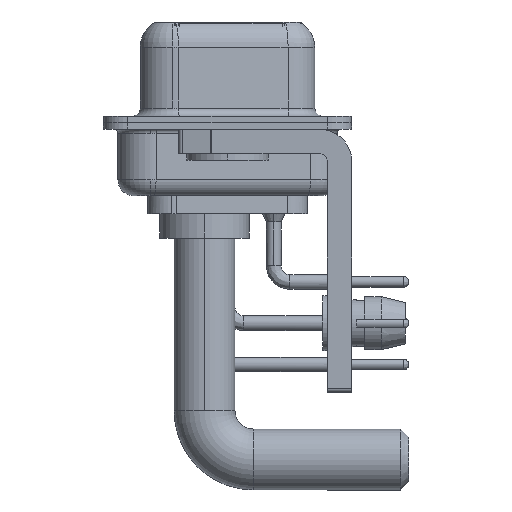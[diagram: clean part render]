
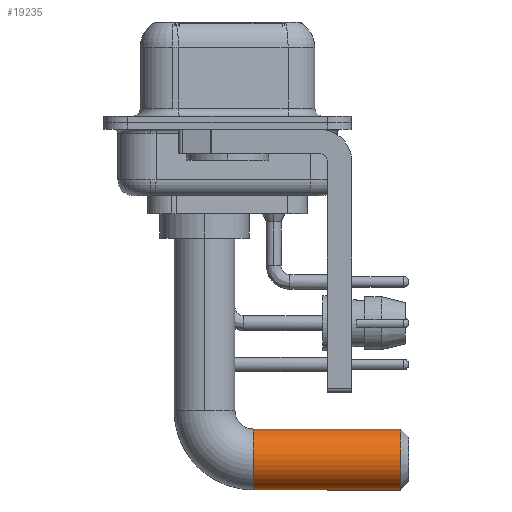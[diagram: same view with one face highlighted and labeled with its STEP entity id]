
A CAD part, left-side view. The second image highlights one B-rep face of the part: STEP entity #19235.
In plain terms, the highlighted cylindrical face has radius 1.875 mm (diameter 3.75 mm), a partial arc.
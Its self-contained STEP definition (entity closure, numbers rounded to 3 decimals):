
#259 = LINE ( 'NONE', #19552, #15493 ) ;
#1586 = DIRECTION ( 'NONE',  ( 0., 1., 0. ) ) ;
#1855 = CARTESIAN_POINT ( 'NONE',  ( 0., -3., -11.755 ) ) ;
#3477 = DIRECTION ( 'NONE',  ( 0., -1., 0. ) ) ;
#3969 = DIRECTION ( 'NONE',  ( 0., 0., -1. ) ) ;
#4365 = CARTESIAN_POINT ( 'NONE',  ( 0., -3., -15.505 ) ) ;
#5035 = ORIENTED_EDGE ( 'NONE', *, *, #18399, .T. ) ;
#5068 = VERTEX_POINT ( 'NONE', #4365 ) ;
#5949 = DIRECTION ( 'NONE',  ( 0., -1., 0. ) ) ;
#7283 = EDGE_CURVE ( 'NONE', #7827, #36269, #259, .T. ) ;
#7314 = LINE ( 'NONE', #35470, #25187 ) ;
#7827 = VERTEX_POINT ( 'NONE', #1855 ) ;
#10597 = DIRECTION ( 'NONE',  ( 0., -1., 0. ) ) ;
#10870 = DIRECTION ( 'NONE',  ( 0., -1., 0. ) ) ;
#14166 = CARTESIAN_POINT ( 'NONE',  ( 0., -3., -13.63 ) ) ;
#15078 = CIRCLE ( 'NONE', #16262, 1.875 ) ;
#15160 = CARTESIAN_POINT ( 'NONE',  ( 0., -12.07, -13.63 ) ) ;
#15493 = VECTOR ( 'NONE', #5949, 1000. ) ;
#16262 = AXIS2_PLACEMENT_3D ( 'NONE', #28690, #3477, #28872 ) ;
#18069 = AXIS2_PLACEMENT_3D ( 'NONE', #15160, #1586, #3969 ) ;
#18399 = EDGE_CURVE ( 'NONE', #7827, #5068, #15078, .T. ) ;
#19068 = EDGE_CURVE ( 'NONE', #24436, #36269, #19832, .T. ) ;
#19235 = ADVANCED_FACE ( 'NONE', ( #35430 ), #21928, .T. ) ;
#19245 = CARTESIAN_POINT ( 'NONE',  ( 0., -12.07, -11.755 ) ) ;
#19552 = CARTESIAN_POINT ( 'NONE',  ( 0., -3., -11.755 ) ) ;
#19832 = CIRCLE ( 'NONE', #18069, 1.875 ) ;
#20683 = ORIENTED_EDGE ( 'NONE', *, *, #23508, .T. ) ;
#21928 = CYLINDRICAL_SURFACE ( 'NONE', #30417, 1.875 ) ;
#23508 = EDGE_CURVE ( 'NONE', #5068, #24436, #7314, .T. ) ;
#24436 = VERTEX_POINT ( 'NONE', #25716 ) ;
#25187 = VECTOR ( 'NONE', #10597, 1000. ) ;
#25716 = CARTESIAN_POINT ( 'NONE',  ( 0., -12.07, -15.505 ) ) ;
#26338 = ORIENTED_EDGE ( 'NONE', *, *, #19068, .T. ) ;
#26403 = ORIENTED_EDGE ( 'NONE', *, *, #7283, .F. ) ;
#27889 = EDGE_LOOP ( 'NONE', ( #26403, #5035, #20683, #26338 ) ) ;
#28690 = CARTESIAN_POINT ( 'NONE',  ( 0., -3., -13.63 ) ) ;
#28872 = DIRECTION ( 'NONE',  ( -1., 0., 0. ) ) ;
#30417 = AXIS2_PLACEMENT_3D ( 'NONE', #14166, #10870, #33347 ) ;
#33347 = DIRECTION ( 'NONE',  ( 0., 0., -1. ) ) ;
#35430 = FACE_OUTER_BOUND ( 'NONE', #27889, .T. ) ;
#35470 = CARTESIAN_POINT ( 'NONE',  ( 0., -3., -15.505 ) ) ;
#36269 = VERTEX_POINT ( 'NONE', #19245 ) ;
